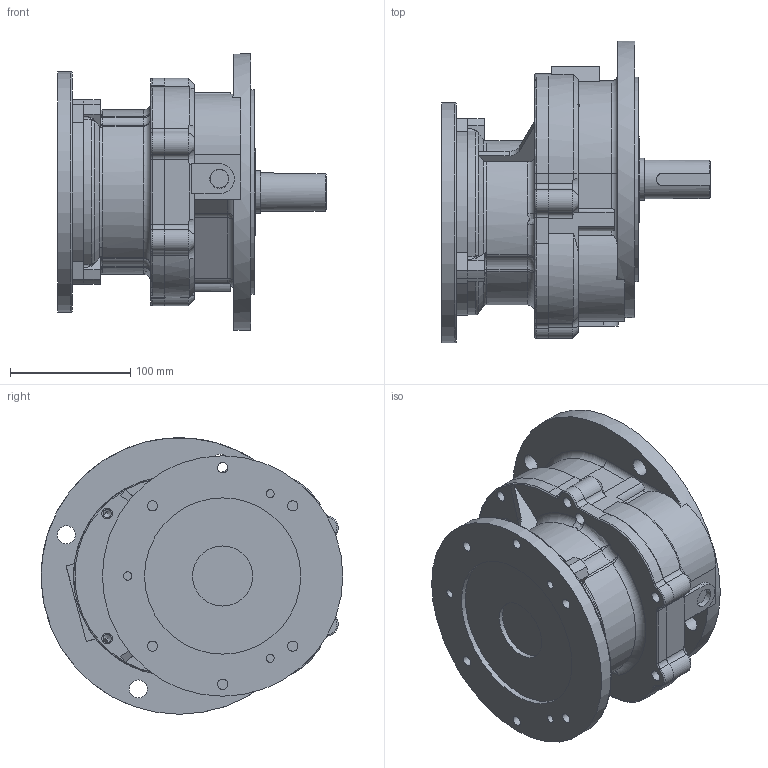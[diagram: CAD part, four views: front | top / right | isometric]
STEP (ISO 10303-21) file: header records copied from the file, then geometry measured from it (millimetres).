
FILE_DESCRIPTION (( 'STEP AP214' ), '1' );
FILE_NAME ('EK2DO07886H001_F1VF_0.75KW_R5.stp', '2022-07-04T03:28:03', ( 'Windows 餌辨濠' ), ( '' ), 'SwSTEP 2.0', 'SolidWorks 2021', '' );
FILE_SCHEMA (( 'AUTOMOTIVE_DESIGN' ));
Length unit declared in the file: millimetre
Products named in the file (5): 13__0.75kW; DKA0102451_CASING; DKA0800219_BRACKET; DKG1300333__0.4; EK2DO07886H001_F1VF_0.75KW_R5
Assembly tree (4 placements, depth 2):
  EK2DO07886H001_F1VF_0.75KW_R5
    DKA0102451_CASING
    DKA0800219_BRACKET
    DKG1300333__0.4
    13__0.75kW
Bounding box: 223.5 x 251 x 230 mm (x, y, z)
Volume: 3801426.8 mm3; surface area: 372707.8 mm2
Topology: 4 solids, 7 shells, 391 faces, 1019 edges, 647 vertices
Faces by surface type: cylinder 178, plane 113, torus 57, cone 29, bspline 14
Full cylindrical faces by diameter (mm): 2.7 x2, 6.8 x9, 8.5 x6, 9 x9, 10 x4, 15 x4, 23 x1, 24 x1, 28 x2, 30 x1, 32 x2, 35 x2, 50 x1, 72 x1, 130 x1, 150 x1, 170 x1, 200 x1, 230 x1
Entity records: 13985 total; most frequent: CARTESIAN_POINT 4090, DIRECTION 2063, ORIENTED_EDGE 1852, EDGE_CURVE 926, AXIS2_PLACEMENT_3D 866, VERTEX_POINT 623, EDGE_LOOP 525, CIRCLE 482
